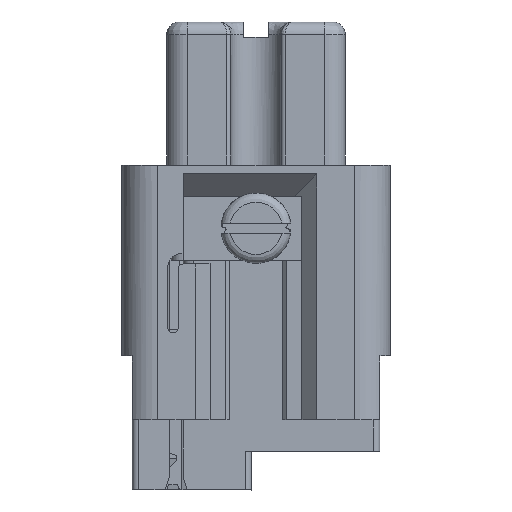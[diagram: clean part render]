
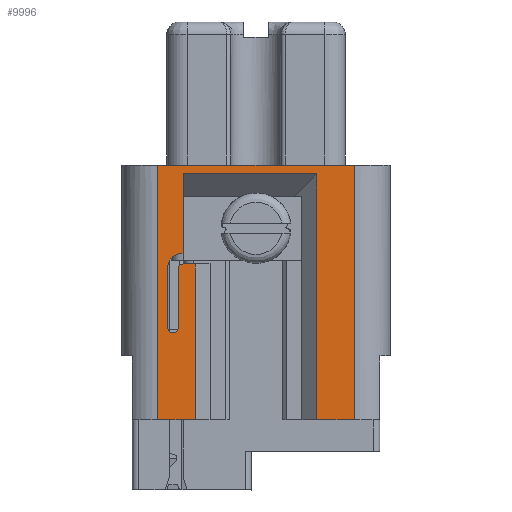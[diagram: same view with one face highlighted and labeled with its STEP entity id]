
A CAD part, left-side view. The second image highlights one B-rep face of the part: STEP entity #9996.
In plain terms, the highlighted planar face has unit normal (-1, 0, 0).
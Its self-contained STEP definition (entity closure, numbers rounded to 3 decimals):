
#8436=FACE_OUTER_BOUND('',#12829,.T.);
#9996=ADVANCED_FACE('',(#8436),#11654,.F.);
#11654=PLANE('',#41384);
#12829=EDGE_LOOP('',(#14849,#14850,#14851,#14852,#14853,#14854,#14855,#14856,
#14857,#14858,#14859,#14860,#14861,#14862,#14863,#14864));
#14849=ORIENTED_EDGE('',*,*,#27287,.T.);
#14850=ORIENTED_EDGE('',*,*,#27288,.T.);
#14851=ORIENTED_EDGE('',*,*,#27289,.T.);
#14852=ORIENTED_EDGE('',*,*,#27286,.F.);
#14853=ORIENTED_EDGE('',*,*,#27290,.F.);
#14854=ORIENTED_EDGE('',*,*,#27291,.F.);
#14855=ORIENTED_EDGE('',*,*,#27292,.F.);
#14856=ORIENTED_EDGE('',*,*,#27293,.F.);
#14857=ORIENTED_EDGE('',*,*,#27128,.F.);
#14858=ORIENTED_EDGE('',*,*,#27294,.F.);
#14859=ORIENTED_EDGE('',*,*,#27295,.F.);
#14860=ORIENTED_EDGE('',*,*,#27296,.F.);
#14861=ORIENTED_EDGE('',*,*,#27297,.F.);
#14862=ORIENTED_EDGE('',*,*,#27298,.T.);
#14863=ORIENTED_EDGE('',*,*,#27299,.T.);
#14864=ORIENTED_EDGE('',*,*,#27300,.T.);
#24042=VERTEX_POINT('',#52801);
#24043=VERTEX_POINT('',#52803);
#24191=VERTEX_POINT('',#53235);
#24193=VERTEX_POINT('',#53239);
#24194=VERTEX_POINT('',#53243);
#24195=VERTEX_POINT('',#53244);
#24196=VERTEX_POINT('',#53246);
#24197=VERTEX_POINT('',#53249);
#24198=VERTEX_POINT('',#53251);
#24199=VERTEX_POINT('',#53253);
#24200=VERTEX_POINT('',#53256);
#24201=VERTEX_POINT('',#53258);
#24202=VERTEX_POINT('',#53260);
#24203=VERTEX_POINT('',#53262);
#24204=VERTEX_POINT('',#53264);
#24205=VERTEX_POINT('',#53266);
#27128=EDGE_CURVE('',#24042,#24043,#34792,.T.);
#27286=EDGE_CURVE('',#24193,#24191,#34892,.T.);
#27287=EDGE_CURVE('',#24194,#24195,#34893,.T.);
#27288=EDGE_CURVE('',#24195,#24196,#33025,.T.);
#27289=EDGE_CURVE('',#24196,#24191,#34894,.T.);
#27290=EDGE_CURVE('',#24197,#24193,#34895,.T.);
#27291=EDGE_CURVE('',#24198,#24197,#34896,.T.);
#27292=EDGE_CURVE('',#24199,#24198,#34897,.T.);
#27293=EDGE_CURVE('',#24043,#24199,#34898,.T.);
#27294=EDGE_CURVE('',#24200,#24042,#34899,.T.);
#27295=EDGE_CURVE('',#24201,#24200,#34900,.T.);
#27296=EDGE_CURVE('',#24202,#24201,#34901,.T.);
#27297=EDGE_CURVE('',#24203,#24202,#34902,.T.);
#27298=EDGE_CURVE('',#24203,#24204,#33026,.T.);
#27299=EDGE_CURVE('',#24204,#24205,#34903,.T.);
#27300=EDGE_CURVE('',#24205,#24194,#33027,.T.);
#33025=CIRCLE('',#41381,1.);
#33026=CIRCLE('',#41382,0.4);
#33027=CIRCLE('',#41383,0.4);
#34792=LINE('',#52802,#37275);
#34892=LINE('',#53240,#37375);
#34893=LINE('',#53242,#37376);
#34894=LINE('',#53247,#37377);
#34895=LINE('',#53248,#37378);
#34896=LINE('',#53250,#37379);
#34897=LINE('',#53252,#37380);
#34898=LINE('',#53254,#37381);
#34899=LINE('',#53255,#37382);
#34900=LINE('',#53257,#37383);
#34901=LINE('',#53259,#37384);
#34902=LINE('',#53261,#37385);
#34903=LINE('',#53265,#37386);
#37275=VECTOR('',#44215,1.);
#37375=VECTOR('',#44423,1.);
#37376=VECTOR('',#44426,1.);
#37377=VECTOR('',#44429,1.);
#37378=VECTOR('',#44430,1.);
#37379=VECTOR('',#44431,1.);
#37380=VECTOR('',#44432,1.);
#37381=VECTOR('',#44433,1.);
#37382=VECTOR('',#44434,1.);
#37383=VECTOR('',#44435,1.);
#37384=VECTOR('',#44436,1.);
#37385=VECTOR('',#44437,1.);
#37386=VECTOR('',#44440,1.);
#41381=AXIS2_PLACEMENT_3D('',#53245,#44427,#44428);
#41382=AXIS2_PLACEMENT_3D('',#53263,#44438,#44439);
#41383=AXIS2_PLACEMENT_3D('',#53267,#44441,#44442);
#41384=AXIS2_PLACEMENT_3D('',#53268,#44443,#44444);
#44215=DIRECTION('',(0.,-1.,0.));
#44423=DIRECTION('',(0.,0.,-1.));
#44426=DIRECTION('',(0.,0.,1.));
#44427=DIRECTION('',(1.,0.,0.));
#44428=DIRECTION('',(0.,-1.,0.));
#44429=DIRECTION('',(0.,-1.,0.));
#44430=DIRECTION('',(0.,1.,0.));
#44431=DIRECTION('',(0.,0.,1.));
#44432=DIRECTION('',(0.,1.,0.));
#44433=DIRECTION('',(0.,0.,-1.));
#44434=DIRECTION('',(0.,0.,1.));
#44435=DIRECTION('',(0.,1.,0.));
#44436=DIRECTION('',(0.,0.,-1.));
#44437=DIRECTION('',(0.,-1.,0.));
#44438=DIRECTION('',(-1.,0.,0.));
#44439=DIRECTION('',(0.,-1.,0.));
#44440=DIRECTION('',(0.,0.,-1.));
#44441=DIRECTION('',(1.,0.,0.));
#44442=DIRECTION('',(0.,-1.,0.));
#44443=DIRECTION('',(1.,0.,0.));
#44444=DIRECTION('',(0.,1.,0.));
#52801=CARTESIAN_POINT('',(-10.5,7.7,4.95));
#52802=CARTESIAN_POINT('',(-10.5,7.7,4.95));
#52803=CARTESIAN_POINT('',(-10.5,-7.7,4.95));
#53235=CARTESIAN_POINT('',(-10.5,5.7,-2.));
#53239=CARTESIAN_POINT('',(-10.5,5.7,4.25));
#53240=CARTESIAN_POINT('',(-10.5,5.7,4.25));
#53242=CARTESIAN_POINT('',(-10.5,6.9,-7.8));
#53243=CARTESIAN_POINT('',(-10.5,6.9,-7.8));
#53244=CARTESIAN_POINT('',(-10.5,6.9,-3.));
#53245=CARTESIAN_POINT('',(-10.5,5.9,-3.));
#53246=CARTESIAN_POINT('',(-10.5,5.9,-2.));
#53247=CARTESIAN_POINT('',(-10.5,5.9,-2.));
#53248=CARTESIAN_POINT('',(-10.5,-4.75,4.25));
#53249=CARTESIAN_POINT('',(-10.5,-4.75,4.25));
#53250=CARTESIAN_POINT('',(-10.5,-4.75,-15.));
#53251=CARTESIAN_POINT('',(-10.5,-4.75,-15.));
#53252=CARTESIAN_POINT('',(-10.5,-7.7,-15.));
#53253=CARTESIAN_POINT('',(-10.5,-7.7,-15.));
#53254=CARTESIAN_POINT('',(-10.5,-7.7,4.95));
#53255=CARTESIAN_POINT('',(-10.5,7.7,-15.));
#53256=CARTESIAN_POINT('',(-10.5,7.7,-15.));
#53257=CARTESIAN_POINT('',(-10.5,4.75,-15.));
#53258=CARTESIAN_POINT('',(-10.5,4.75,-15.));
#53259=CARTESIAN_POINT('',(-10.5,4.75,-2.8));
#53260=CARTESIAN_POINT('',(-10.5,4.75,-2.8));
#53261=CARTESIAN_POINT('',(-10.5,5.7,-2.8));
#53262=CARTESIAN_POINT('',(-10.5,5.7,-2.8));
#53263=CARTESIAN_POINT('',(-10.5,5.7,-3.2));
#53264=CARTESIAN_POINT('',(-10.5,6.1,-3.2));
#53265=CARTESIAN_POINT('',(-10.5,6.1,-3.2));
#53266=CARTESIAN_POINT('',(-10.5,6.1,-7.8));
#53267=CARTESIAN_POINT('',(-10.5,6.5,-7.8));
#53268=CARTESIAN_POINT('',(-10.5,-7.8,-17.6));
